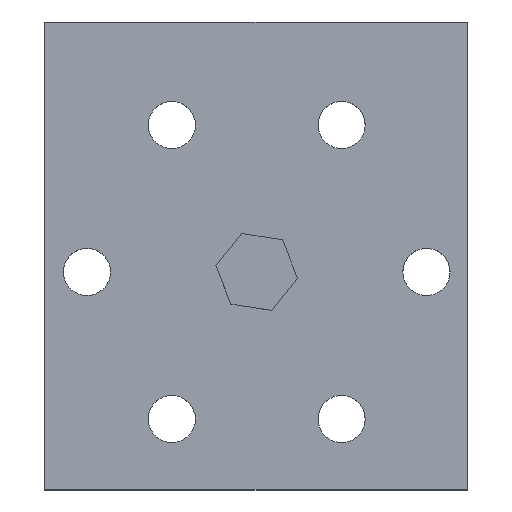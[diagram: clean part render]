
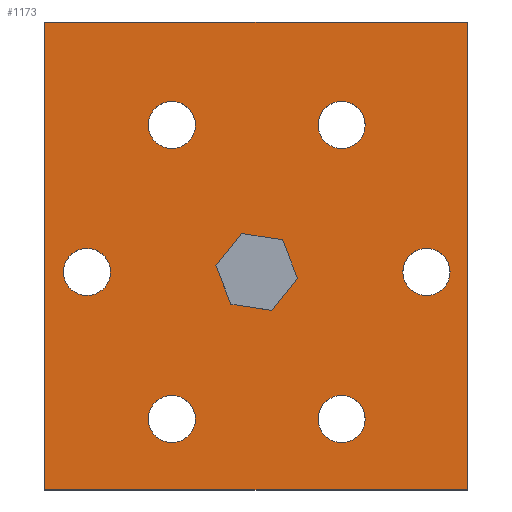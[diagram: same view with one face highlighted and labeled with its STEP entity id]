
A CAD part, top view. The second image highlights one B-rep face of the part: STEP entity #1173.
In plain terms, the highlighted planar face has unit normal (0, 0, 1).
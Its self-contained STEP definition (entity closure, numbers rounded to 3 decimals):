
#51=FACE_BOUND('',#198,.T.);
#52=FACE_BOUND('',#199,.T.);
#53=FACE_BOUND('',#200,.T.);
#54=FACE_BOUND('',#201,.T.);
#55=FACE_BOUND('',#202,.T.);
#56=FACE_BOUND('',#203,.T.);
#57=FACE_BOUND('',#204,.T.);
#129=FACE_OUTER_BOUND('',#197,.T.);
#197=EDGE_LOOP('',(#970,#971,#972,#973));
#198=EDGE_LOOP('',(#974));
#199=EDGE_LOOP('',(#975));
#200=EDGE_LOOP('',(#976));
#201=EDGE_LOOP('',(#977));
#202=EDGE_LOOP('',(#978));
#203=EDGE_LOOP('',(#979));
#204=EDGE_LOOP('',(#980));
#311=LINE('',#1893,#419);
#314=LINE('',#1898,#422);
#321=LINE('',#1925,#429);
#323=LINE('',#1928,#431);
#419=VECTOR('',#1534,10.);
#422=VECTOR('',#1539,10.);
#429=VECTOR('',#1572,10.);
#431=VECTOR('',#1576,10.);
#474=CIRCLE('',#1259,2.117);
#489=CIRCLE('',#1305,3.3);
#490=CIRCLE('',#1307,3.3);
#491=CIRCLE('',#1309,3.3);
#492=CIRCLE('',#1311,3.3);
#493=CIRCLE('',#1313,3.3);
#494=CIRCLE('',#1315,3.3);
#526=VERTEX_POINT('',#1757);
#571=VERTEX_POINT('',#1890);
#572=VERTEX_POINT('',#1892);
#573=VERTEX_POINT('',#1896);
#574=VERTEX_POINT('',#1900);
#575=VERTEX_POINT('',#1904);
#576=VERTEX_POINT('',#1908);
#577=VERTEX_POINT('',#1912);
#578=VERTEX_POINT('',#1916);
#579=VERTEX_POINT('',#1920);
#580=VERTEX_POINT('',#1924);
#635=EDGE_CURVE('',#526,#526,#474,.T.);
#702=EDGE_CURVE('',#572,#571,#311,.F.);
#705=EDGE_CURVE('',#571,#573,#314,.T.);
#706=EDGE_CURVE('',#574,#574,#489,.T.);
#708=EDGE_CURVE('',#575,#575,#490,.T.);
#710=EDGE_CURVE('',#576,#576,#491,.T.);
#712=EDGE_CURVE('',#577,#577,#492,.T.);
#714=EDGE_CURVE('',#578,#578,#493,.T.);
#716=EDGE_CURVE('',#579,#579,#494,.T.);
#718=EDGE_CURVE('',#580,#572,#321,.F.);
#720=EDGE_CURVE('',#573,#580,#323,.T.);
#970=ORIENTED_EDGE('',*,*,#705,.T.);
#971=ORIENTED_EDGE('',*,*,#720,.T.);
#972=ORIENTED_EDGE('',*,*,#718,.T.);
#973=ORIENTED_EDGE('',*,*,#702,.T.);
#974=ORIENTED_EDGE('',*,*,#635,.T.);
#975=ORIENTED_EDGE('',*,*,#716,.T.);
#976=ORIENTED_EDGE('',*,*,#714,.T.);
#977=ORIENTED_EDGE('',*,*,#712,.T.);
#978=ORIENTED_EDGE('',*,*,#710,.T.);
#979=ORIENTED_EDGE('',*,*,#708,.T.);
#980=ORIENTED_EDGE('',*,*,#706,.T.);
#1121=PLANE('',#1318);
#1173=ADVANCED_FACE('',(#129,#51,#52,#53,#54,#55,#56,#57),#1121,.T.);
#1259=AXIS2_PLACEMENT_3D('',#1759,#1402,#1403);
#1305=AXIS2_PLACEMENT_3D('',#1901,#1542,#1543);
#1307=AXIS2_PLACEMENT_3D('',#1905,#1547,#1548);
#1309=AXIS2_PLACEMENT_3D('',#1909,#1552,#1553);
#1311=AXIS2_PLACEMENT_3D('',#1913,#1557,#1558);
#1313=AXIS2_PLACEMENT_3D('',#1917,#1562,#1563);
#1315=AXIS2_PLACEMENT_3D('',#1921,#1567,#1568);
#1318=AXIS2_PLACEMENT_3D('',#1929,#1577,#1578);
#1402=DIRECTION('center_axis',(0.,0.,-1.));
#1403=DIRECTION('ref_axis',(-1.,0.,0.));
#1534=DIRECTION('',(0.,1.,0.));
#1539=DIRECTION('',(1.,0.,0.));
#1542=DIRECTION('center_axis',(0.,0.,-1.));
#1543=DIRECTION('ref_axis',(1.,0.,0.));
#1547=DIRECTION('center_axis',(0.,0.,-1.));
#1548=DIRECTION('ref_axis',(1.,0.,0.));
#1552=DIRECTION('center_axis',(0.,0.,-1.));
#1553=DIRECTION('ref_axis',(1.,0.,0.));
#1557=DIRECTION('center_axis',(0.,0.,-1.));
#1558=DIRECTION('ref_axis',(1.,0.,0.));
#1562=DIRECTION('center_axis',(0.,0.,-1.));
#1563=DIRECTION('ref_axis',(1.,0.,0.));
#1567=DIRECTION('center_axis',(0.,0.,-1.));
#1568=DIRECTION('ref_axis',(1.,0.,0.));
#1572=DIRECTION('',(1.,0.,0.));
#1576=DIRECTION('',(0.,1.,0.));
#1577=DIRECTION('center_axis',(0.,0.,1.));
#1578=DIRECTION('ref_axis',(1.,0.,0.));
#1757=CARTESIAN_POINT('',(2.117,-7.,72.5));
#1759=CARTESIAN_POINT('Origin',(0.,-7.,72.5));
#1890=CARTESIAN_POINT('',(-29.7,-37.5,72.5));
#1892=CARTESIAN_POINT('',(-29.7,27.99,72.5));
#1893=CARTESIAN_POINT('',(-29.7,12.367,72.5));
#1896=CARTESIAN_POINT('',(29.5,-37.5,72.5));
#1898=CARTESIAN_POINT('',(29.5,-37.5,72.5));
#1900=CARTESIAN_POINT('',(8.58,-27.577,72.5));
#1901=CARTESIAN_POINT('Origin',(11.88,-27.577,72.5));
#1904=CARTESIAN_POINT('',(-15.18,-27.577,72.5));
#1905=CARTESIAN_POINT('Origin',(-11.88,-27.577,72.5));
#1908=CARTESIAN_POINT('',(-15.18,13.577,72.5));
#1909=CARTESIAN_POINT('Origin',(-11.88,13.577,72.5));
#1912=CARTESIAN_POINT('',(20.46,-7.,72.5));
#1913=CARTESIAN_POINT('Origin',(23.76,-7.,72.5));
#1916=CARTESIAN_POINT('',(-27.06,-7.,72.5));
#1917=CARTESIAN_POINT('Origin',(-23.76,-7.,72.5));
#1920=CARTESIAN_POINT('',(8.58,13.577,72.5));
#1921=CARTESIAN_POINT('Origin',(11.88,13.577,72.5));
#1924=CARTESIAN_POINT('',(29.5,27.99,72.5));
#1925=CARTESIAN_POINT('',(15.2,27.99,72.5));
#1928=CARTESIAN_POINT('',(29.5,28.99,72.5));
#1929=CARTESIAN_POINT('Origin',(0.9,-4.255,72.5));
